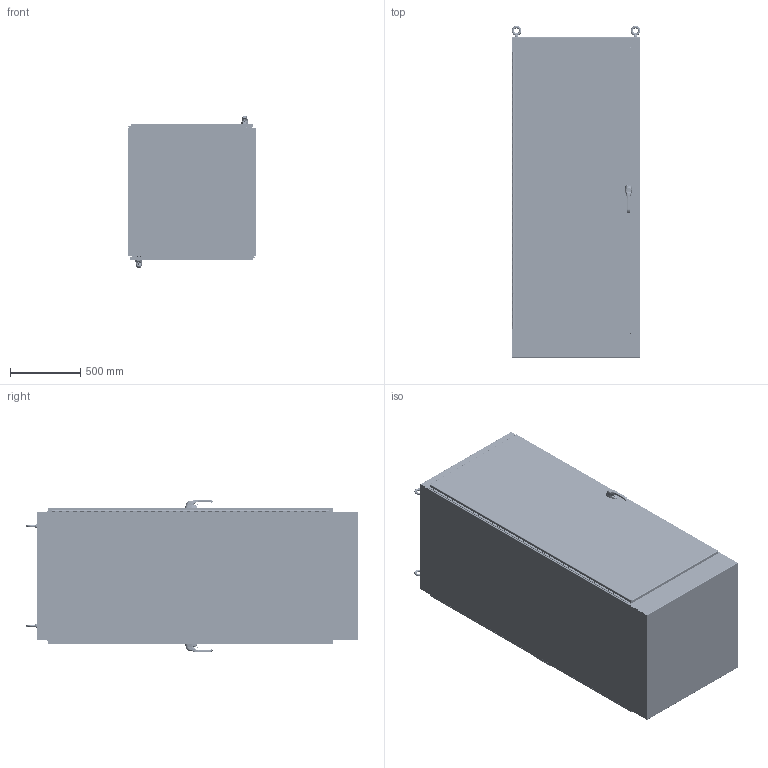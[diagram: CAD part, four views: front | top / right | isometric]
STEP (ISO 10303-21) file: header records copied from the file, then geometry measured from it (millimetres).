
FILE_DESCRIPTION(/* description */ ('LRS,NEMA12,FS,DA,90X36'),/* implementation_level */ '2;1');
FILE_NAME(/* name */ 'WA903636FSDA.stp',/* time_stamp */ '2014-07-22T19:13:58+06:00',/* author */ ('dc'),/* organization */ (''),/* preprocessor_version */ 'ST-DEVELOPER v15.2',/* originating_system */ 'Autodesk Inventor 2014',/* authorisation */ '');
FILE_SCHEMA (('AUTOMOTIVE_DESIGN { 1 0 10303 214 3 1 1 }'));
Products named in the file (38): WA9036FSDALRS; WA3636FSDABTM; WA3636FSDATOP; WA9036FSDADR; 38846; 3065; 316298; HFW3025; 349132; FUN00105-34.75; FUN00105; HFW328186T; HFW328186L; HFW328186P; HFW328186; HFW3121; HFW31233; HFW3681; CHUTE_BOLT_GUIDE_ASSM; HFW32450; 1091-903_AF0_1; 1091-903_AF0_2; 1091-903_AF0; PLASTIC-ROLLER-CAM_AF1; 7379-M6-8X25_AF0; LOCK-NUT_AF0; PLASTIC-ROLLER-CAM_AF0_ASM; SUPPORT-ROLL_AF0; 1091-BR11_AF0; HFW31712; 37031; 3021WIE; HFW3762; 31215; 3862; LARGE_DOOR_ROD_ASSM-37031; HFW328186_1; WA903636FSDA
Bounding box: 917.58 x 2368.36 x 1088.93 mm (x, y, z)
Volume: 31414794.5 mm3; surface area: 24060215.9 mm2
Topology: 90 solids, 3052 shells, 5748 faces, 20706 edges, 17982 vertices
Faces by surface type: plane 2382, cylinder 2010, torus 524, bspline 384, cone 266, sphere 182
Full cylindrical faces by diameter (mm): 3.048 x2, 3.607 x2, 3.9 x2, 4.2 x4, 4.5 x4, 5 x6, 5.08 x8, 5.69 x8, 6 x2, 6.128 x4, 6.172 x4, 6.337 x12, 6.35 x20, 6.41 x4, 7.023 x32, 7.112 x6, 7.144 x4, 7.938 x4, 8 x2, 8.2 x2, 8.56 x4, 9.525 x20, 10.16 x8, 12.7 x4, 13 x2, 13.2 x2, 14.287 x4, 15 x2, 16.307 x4, 19 x2
Entity records: 156452 total; most frequent: CARTESIAN_POINT 69844, DIRECTION 16421, ORIENTED_EDGE 12471, EDGE_CURVE 9560, VERTEX_POINT 8573, AXIS2_PLACEMENT_3D 5806, LINE 4809, VECTOR 4809
